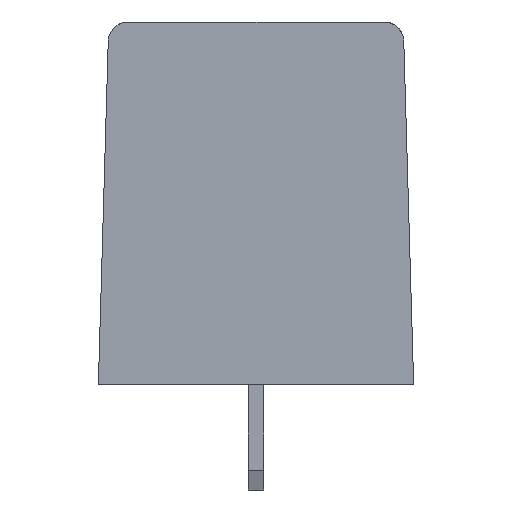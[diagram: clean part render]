
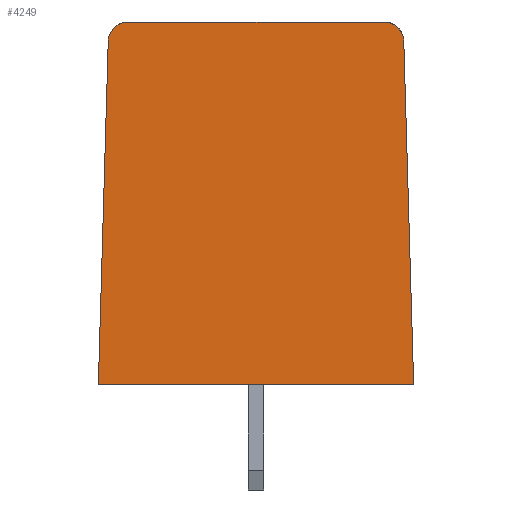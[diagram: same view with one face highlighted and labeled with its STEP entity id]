
A CAD part, left-side view. The second image highlights one B-rep face of the part: STEP entity #4249.
In plain terms, the highlighted planar face has unit normal (-1, 0, 0).
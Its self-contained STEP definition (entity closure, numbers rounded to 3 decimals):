
#4117 = VERTEX_POINT('',#4118);
#4118 = CARTESIAN_POINT('',(-0.625,6.5,18.4));
#4124 = EDGE_CURVE('',#4117,#4125,#4127,.T.);
#4125 = VERTEX_POINT('',#4126);
#4126 = CARTESIAN_POINT('',(-0.625,-6.5,18.4));
#4127 = LINE('',#4128,#4129);
#4128 = CARTESIAN_POINT('',(-0.625,8.,18.4));
#4129 = VECTOR('',#4130,1.);
#4130 = DIRECTION('',(0.,-1.,0.));
#4164 = VERTEX_POINT('',#4165);
#4165 = CARTESIAN_POINT('',(-0.625,7.5,17.429));
#4171 = EDGE_CURVE('',#4164,#4117,#4172,.T.);
#4172 = CIRCLE('',#4173,1.);
#4173 = AXIS2_PLACEMENT_3D('',#4174,#4175,#4176);
#4174 = CARTESIAN_POINT('',(-0.625,6.5,17.4));
#4175 = DIRECTION('',(1.,0.,0.));
#4176 = DIRECTION('',(0.,1.,0.));
#4230 = EDGE_CURVE('',#4125,#4231,#4233,.T.);
#4231 = VERTEX_POINT('',#4232);
#4232 = CARTESIAN_POINT('',(-0.625,-7.5,17.429));
#4233 = CIRCLE('',#4234,1.);
#4234 = AXIS2_PLACEMENT_3D('',#4235,#4236,#4237);
#4235 = CARTESIAN_POINT('',(-0.625,-6.5,17.4));
#4236 = DIRECTION('',(1.,0.,0.));
#4237 = DIRECTION('',(0.,1.,0.));
#4249 = ADVANCED_FACE('',(#4250),#4277,.T.);
#4250 = FACE_BOUND('',#4251,.T.);
#4251 = EDGE_LOOP('',(#4252,#4260,#4268,#4274,#4275,#4276));
#4252 = ORIENTED_EDGE('',*,*,#4253,.F.);
#4253 = EDGE_CURVE('',#4254,#4164,#4256,.T.);
#4254 = VERTEX_POINT('',#4255);
#4255 = CARTESIAN_POINT('',(-0.625,8.,0.));
#4256 = LINE('',#4257,#4258);
#4257 = CARTESIAN_POINT('',(-0.625,7.75,8.714));
#4258 = VECTOR('',#4259,1.);
#4259 = DIRECTION('',(0.,-0.029,1.));
#4260 = ORIENTED_EDGE('',*,*,#4261,.T.);
#4261 = EDGE_CURVE('',#4254,#4262,#4264,.T.);
#4262 = VERTEX_POINT('',#4263);
#4263 = CARTESIAN_POINT('',(-0.625,-8.,0.));
#4264 = LINE('',#4265,#4266);
#4265 = CARTESIAN_POINT('',(-0.625,8.,0.));
#4266 = VECTOR('',#4267,1.);
#4267 = DIRECTION('',(0.,-1.,0.));
#4268 = ORIENTED_EDGE('',*,*,#4269,.F.);
#4269 = EDGE_CURVE('',#4231,#4262,#4270,.T.);
#4270 = LINE('',#4271,#4272);
#4271 = CARTESIAN_POINT('',(-0.625,-7.993,0.229));
#4272 = VECTOR('',#4273,1.);
#4273 = DIRECTION('',(0.,-0.029,-1.));
#4274 = ORIENTED_EDGE('',*,*,#4230,.F.);
#4275 = ORIENTED_EDGE('',*,*,#4124,.F.);
#4276 = ORIENTED_EDGE('',*,*,#4171,.F.);
#4277 = PLANE('',#4278);
#4278 = AXIS2_PLACEMENT_3D('',#4279,#4280,#4281);
#4279 = CARTESIAN_POINT('',(-0.625,8.,0.));
#4280 = DIRECTION('',(-1.,0.,0.));
#4281 = DIRECTION('',(0.,0.,1.));
